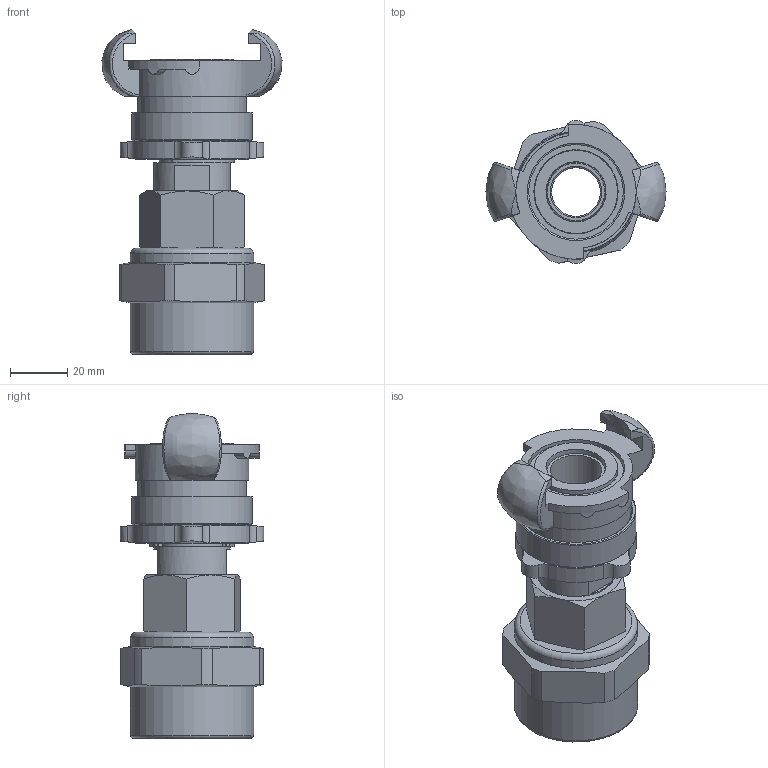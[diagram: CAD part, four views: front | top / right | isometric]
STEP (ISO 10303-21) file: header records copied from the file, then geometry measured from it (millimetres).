
FILE_DESCRIPTION(/* description */ (''),/* implementation_level */ '2;1');
FILE_NAME(/* name */ 'ssg_257_tq.stp',/* time_stamp */ '2020-04-07T10:11:23+02:00',/* author */ ('ertl'),/* organization */ (''),/* preprocessor_version */ 'ST-DEVELOPER v17',/* originating_system */ 'Autodesk Inventor 2018',/* authorisation */ '0 mm^3');
FILE_SCHEMA (('AUTOMOTIVE_DESIGN { 1 0 10303 214 3 1 1 }'));
Length unit declared in the file: millimetre
Products named in the file (1): ssg_257_tq
Bounding box: 62.87 x 50 x 113.24 mm (x, y, z)
Volume: 78493.4 mm3; surface area: 45070.4 mm2
Topology: 1 solids, 1 shells, 194 faces, 544 edges, 375 vertices
Faces by surface type: cylinder 74, plane 66, cone 37, torus 7, bspline 6, sphere 4
Full cylindrical faces by diameter (mm): 4 x1, 17 x1, 18 x1, 20.7 x1, 21 x1, 22 x1, 23 x1, 24.117 x1, 26 x1, 26.8 x2, 27.5 x1, 28 x1, 29 x1, 30 x1, 33 x1, 33.249 x1, 34 x1, 37.9 x1, 38 x2, 39 x1, 40 x1, 41 x1, 42 x1, 43 x2
Entity records: 7472 total; most frequent: CARTESIAN_POINT 2168, ORIENTED_EDGE 1088, DIRECTION 1080, EDGE_CURVE 544, AXIS2_PLACEMENT_3D 461, VERTEX_POINT 375, CIRCLE 272, EDGE_LOOP 223
